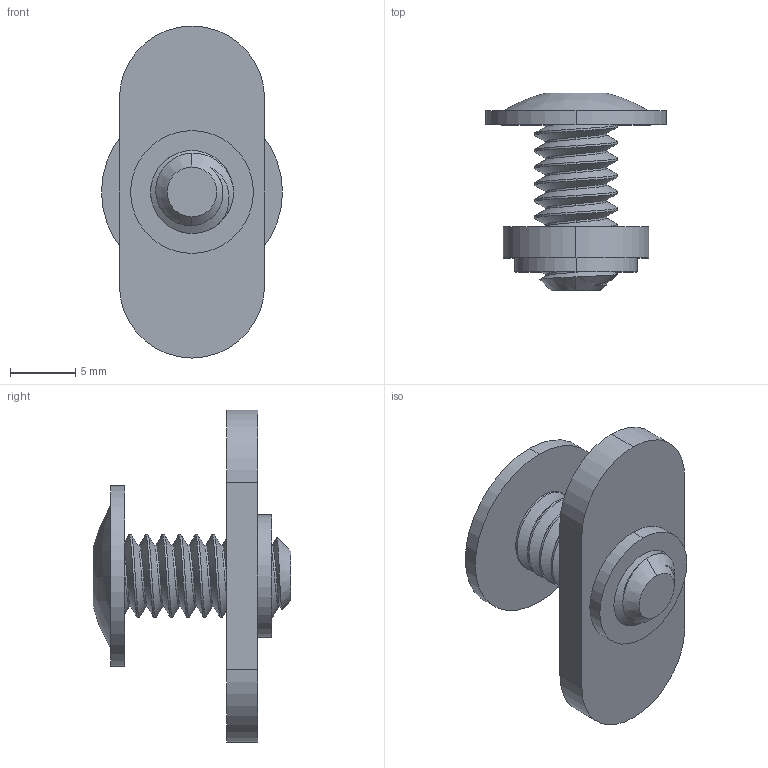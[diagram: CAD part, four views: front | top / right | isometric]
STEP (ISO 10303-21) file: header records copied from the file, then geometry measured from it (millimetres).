
FILE_DESCRIPTION (( 'STEP AP203' ), '1' );
FILE_NAME ('47065T142.step', '2010-04-16T15:43:21', ( 'jim' ), ( '' ), 'SwSTEP 2.0', 'SolidWorks 2007', '' );
FILE_SCHEMA (( 'CONFIG_CONTROL_DESIGN' ));
Length unit declared in the file: inch
Products named in the file (1): 47065T142
Bounding box: 13.84 x 15.13 x 25.4 mm (x, y, z)
Volume: 1090.1 mm3; surface area: 1442.6 mm2
Topology: 2 solids, 2 shells, 76 faces, 193 edges, 124 vertices
Faces by surface type: cylinder 48, plane 15, cone 9, sphere 2, bspline 2
Entity records: 3578 total; most frequent: CARTESIAN_POINT 1899, ORIENTED_EDGE 386, DIRECTION 287, EDGE_CURVE 193, VERTEX_POINT 124, AXIS2_PLACEMENT_3D 110, EDGE_LOOP 81, ADVANCED_FACE 76
